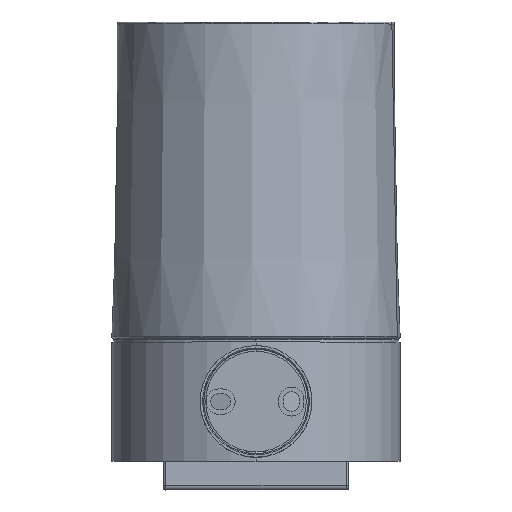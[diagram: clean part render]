
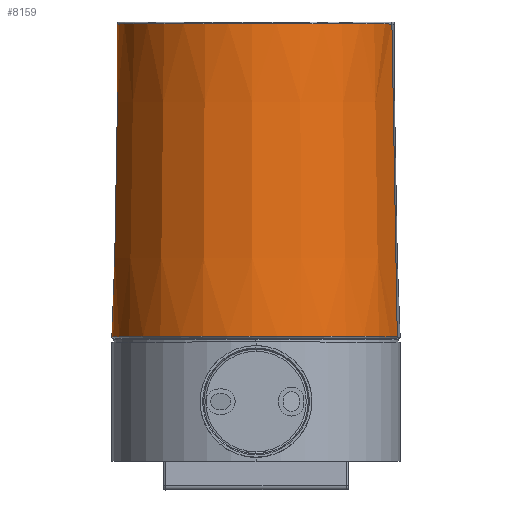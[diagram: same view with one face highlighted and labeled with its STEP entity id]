
A CAD part, top view. The second image highlights one B-rep face of the part: STEP entity #8159.
In plain terms, the highlighted conical face has half-angle 1 degrees and reference radius 38.75 mm.
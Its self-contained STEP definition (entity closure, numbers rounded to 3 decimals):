
#376 = CARTESIAN_POINT ( 'NONE',  ( 11.002, 17.927, -63.758 ) ) ;
#571 = CARTESIAN_POINT ( 'NONE',  ( -26.963, 17.927, -71.518 ) ) ;
#753 = VECTOR ( 'NONE', #6178, 1000. ) ;
#1503 = EDGE_CURVE ( 'NONE', #5426, #9061, #4689, .T. ) ;
#1681 = EDGE_CURVE ( 'NONE', #6189, #9061, #2436, .T. ) ;
#2436 = LINE ( 'NONE', #3924, #753 ) ;
#2588 = VECTOR ( 'NONE', #5148, 1000. ) ;
#2787 = ORIENTED_EDGE ( 'NONE', *, *, #1503, .F. ) ;
#3222 = CARTESIAN_POINT ( 'NONE',  ( -25.527, 101.927, -71.225 ) ) ;
#3643 = EDGE_LOOP ( 'NONE', ( #8634, #8734, #6152, #2787 ) ) ;
#3794 = EDGE_CURVE ( 'NONE', #7597, #6189, #4644, .T. ) ;
#3903 = CONICAL_SURFACE ( 'NONE', #7881, 38.75, 0.017 ) ;
#3924 = CARTESIAN_POINT ( 'NONE',  ( -26.963, 17.927, -71.518 ) ) ;
#4492 = LINE ( 'NONE', #6704, #2588 ) ;
#4509 = DIRECTION ( 'NONE',  ( -0.98, 0., -0.2 ) ) ;
#4644 = CIRCLE ( 'NONE', #5476, 37.284 ) ;
#4689 = CIRCLE ( 'NONE', #5768, 38.75 ) ;
#5148 = DIRECTION ( 'NONE',  ( 0.017, -1., 0.003 ) ) ;
#5426 = VERTEX_POINT ( 'NONE', #9094 ) ;
#5476 = AXIS2_PLACEMENT_3D ( 'NONE', #7362, #6598, #4509 ) ;
#5513 = DIRECTION ( 'NONE',  ( 0., -1., 0. ) ) ;
#5768 = AXIS2_PLACEMENT_3D ( 'NONE', #376, #5513, #7074 ) ;
#6152 = ORIENTED_EDGE ( 'NONE', *, *, #1681, .T. ) ;
#6178 = DIRECTION ( 'NONE',  ( -0.017, -1., -0.003 ) ) ;
#6189 = VERTEX_POINT ( 'NONE', #3222 ) ;
#6487 = DIRECTION ( 'NONE',  ( 0., -1., 0. ) ) ;
#6578 = DIRECTION ( 'NONE',  ( -0.98, 0., -0.2 ) ) ;
#6598 = DIRECTION ( 'NONE',  ( 0., -1., 0. ) ) ;
#6704 = CARTESIAN_POINT ( 'NONE',  ( 48.967, 17.927, -55.998 ) ) ;
#7074 = DIRECTION ( 'NONE',  ( -0.98, 0., -0.2 ) ) ;
#7101 = EDGE_CURVE ( 'NONE', #7597, #5426, #4492, .T. ) ;
#7224 = CARTESIAN_POINT ( 'NONE',  ( 11.002, 17.927, -63.758 ) ) ;
#7362 = CARTESIAN_POINT ( 'NONE',  ( 11.002, 101.927, -63.758 ) ) ;
#7597 = VERTEX_POINT ( 'NONE', #8548 ) ;
#7881 = AXIS2_PLACEMENT_3D ( 'NONE', #7224, #6487, #6578 ) ;
#8097 = FACE_OUTER_BOUND ( 'NONE', #3643, .T. ) ;
#8159 = ADVANCED_FACE ( 'NONE', ( #8097 ), #3903, .T. ) ;
#8548 = CARTESIAN_POINT ( 'NONE',  ( 47.53, 101.927, -56.292 ) ) ;
#8634 = ORIENTED_EDGE ( 'NONE', *, *, #7101, .F. ) ;
#8734 = ORIENTED_EDGE ( 'NONE', *, *, #3794, .T. ) ;
#9061 = VERTEX_POINT ( 'NONE', #571 ) ;
#9094 = CARTESIAN_POINT ( 'NONE',  ( 48.967, 17.927, -55.998 ) ) ;
